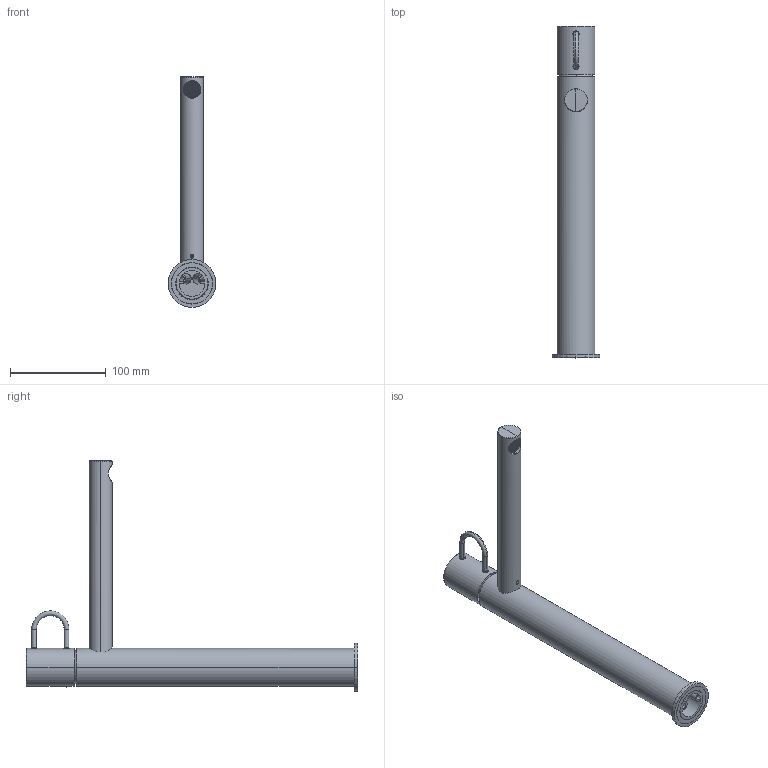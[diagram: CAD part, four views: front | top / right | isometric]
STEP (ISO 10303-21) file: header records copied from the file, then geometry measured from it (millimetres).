
FILE_DESCRIPTION((''),'2;1');
FILE_NAME('JK081CR','2021-02-02T13:28:51',('ut3'),('PAFFONI SpA'),'CREO PARAMETRIC BY PTC INC, 2020044','CREO PARAMETRIC BY PTC INC, 2020044','');
FILE_SCHEMA(('CONFIG_CONTROL_DESIGN','SHAPE_APPEARANCE_LAYERS_GROUPS'));
Length unit declared in the file: millimetre
Products named in the file (1): JK081CR
Bounding box: 50 x 346.84 x 240.9 mm (x, y, z)
Volume: 223043.4 mm3; surface area: 152618.6 mm2
Topology: 1 solids, 1 shells, 2925 faces, 7843 edges, 4974 vertices
Faces by surface type: plane 1934, cylinder 625, bspline 139, cone 134, torus 85, sphere 8
Entity records: 142794 total; most frequent: CARTESIAN_POINT 55985, ORIENTED_EDGE 15650, DIRECTION 11545, EDGE_CURVE 7825, VERTEX_POINT 4974, AXIS2_PLACEMENT_3D 3913, VECTOR 3719, LINE 3719
